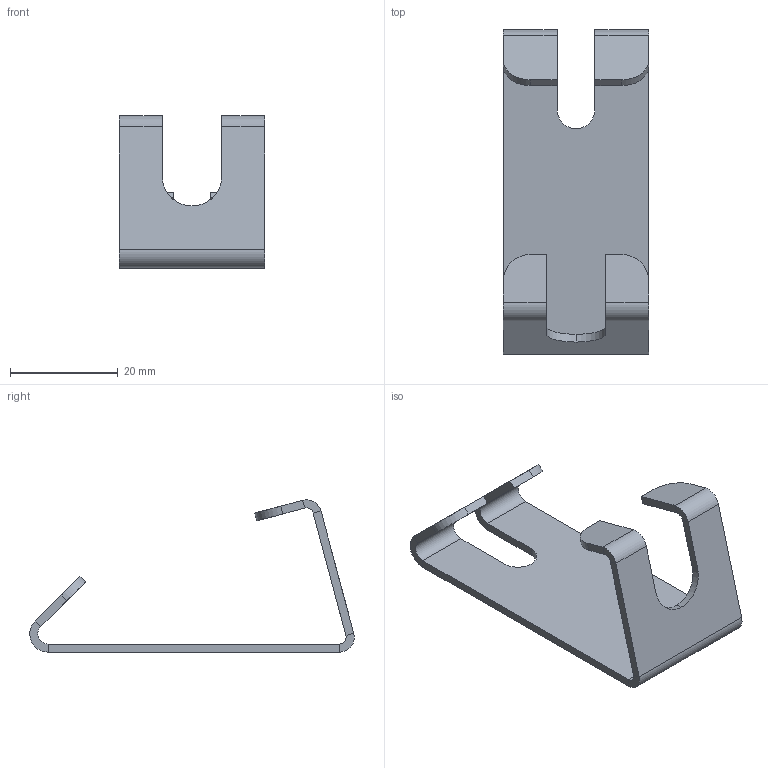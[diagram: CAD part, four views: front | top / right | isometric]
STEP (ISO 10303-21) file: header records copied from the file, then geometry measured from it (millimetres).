
FILE_DESCRIPTION (( 'STEP AP214' ), '1' );
FILE_NAME ('fv 澡犟囹铕 忮痱桕嚯 EKF.STEP', '2020-08-27T06:27:47', ( '' ), ( '' ), 'SwSTEP 2.0', 'SolidWorks 2019', '' );
FILE_SCHEMA (( 'AUTOMOTIVE_DESIGN' ));
Length unit declared in the file: millimetre
Products named in the file (1): fv 澡犟囹铕 忮痱桕嚯 EKF
Bounding box: 27 x 60.35 x 28.34 mm (x, y, z)
Volume: 3725.7 mm3; surface area: 5541.9 mm2
Topology: 1 solids, 1 shells, 59 faces, 131 edges, 74 vertices
Faces by surface type: plane 42, cylinder 17
Entity records: 1613 total; most frequent: DIRECTION 285, CARTESIAN_POINT 265, ORIENTED_EDGE 262, EDGE_CURVE 131, LINE 97, VECTOR 97, AXIS2_PLACEMENT_3D 94, VERTEX_POINT 74
